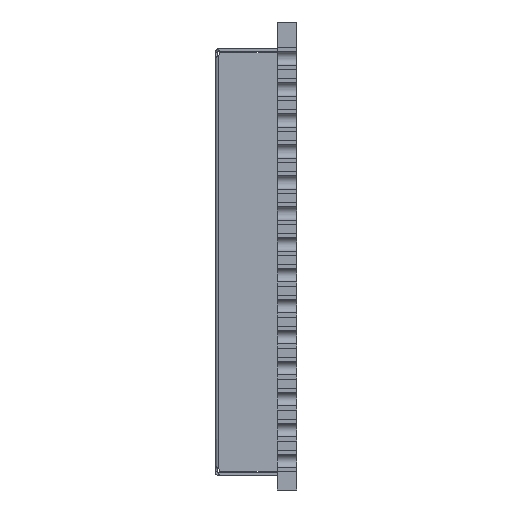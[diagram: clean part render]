
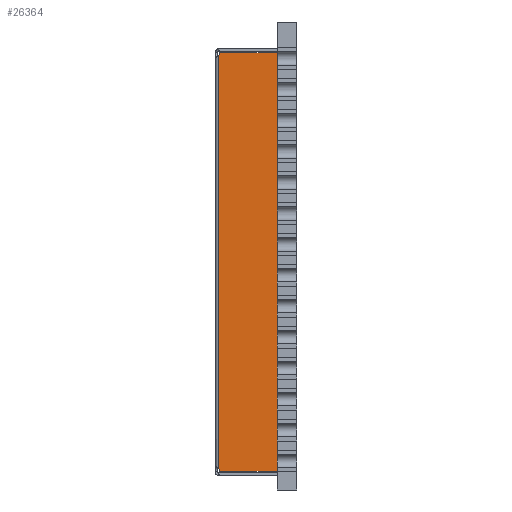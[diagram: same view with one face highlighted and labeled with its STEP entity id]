
A CAD part, left-side view. The second image highlights one B-rep face of the part: STEP entity #26364.
In plain terms, the highlighted planar face has unit normal (-1, 0, 0).
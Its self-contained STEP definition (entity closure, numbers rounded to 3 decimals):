
#931 = DIRECTION ( 'NONE',  ( 0., 0., -1. ) ) ;
#1233 = CARTESIAN_POINT ( 'NONE',  ( -7.73, 3.378, -8.829 ) ) ;
#2221 = ORIENTED_EDGE ( 'NONE', *, *, #30435, .F. ) ;
#2243 = DIRECTION ( 'NONE',  ( 1., 0., 0. ) ) ;
#2259 = LINE ( 'NONE', #27845, #2628 ) ;
#2300 = VERTEX_POINT ( 'NONE', #22166 ) ;
#2628 = VECTOR ( 'NONE', #30194, 1000. ) ;
#3190 = CIRCLE ( 'NONE', #21921, 0.2 ) ;
#4403 = EDGE_CURVE ( 'NONE', #9352, #2300, #3190, .T. ) ;
#4432 = CARTESIAN_POINT ( 'NONE',  ( -7.73, 3.2, 8.5 ) ) ;
#4704 = FACE_OUTER_BOUND ( 'NONE', #19387, .T. ) ;
#4770 = VERTEX_POINT ( 'NONE', #14545 ) ;
#6951 = LINE ( 'NONE', #4432, #13481 ) ;
#9352 = VERTEX_POINT ( 'NONE', #12787 ) ;
#10125 = CARTESIAN_POINT ( 'NONE',  ( -7.73, 0.8, -8.829 ) ) ;
#10742 = DIRECTION ( 'NONE',  ( 0., 1., 0. ) ) ;
#11349 = VECTOR ( 'NONE', #25265, 1000. ) ;
#11412 = DIRECTION ( 'NONE',  ( -1., 0., 0. ) ) ;
#11462 = CARTESIAN_POINT ( 'NONE',  ( -7.73, 0.8, 8.5 ) ) ;
#12445 = CARTESIAN_POINT ( 'NONE',  ( -7.73, 0., 0. ) ) ;
#12654 = ORIENTED_EDGE ( 'NONE', *, *, #4403, .T. ) ;
#12695 = CARTESIAN_POINT ( 'NONE',  ( -7.73, 3.25, 8.329 ) ) ;
#12787 = CARTESIAN_POINT ( 'NONE',  ( -7.73, 3.178, 8.329 ) ) ;
#13481 = VECTOR ( 'NONE', #19854, 1000. ) ;
#13625 = LINE ( 'NONE', #11462, #15010 ) ;
#14410 = AXIS2_PLACEMENT_3D ( 'NONE', #1233, #11412, #21615 ) ;
#14443 = DIRECTION ( 'NONE',  ( 0., 1., 0. ) ) ;
#14545 = CARTESIAN_POINT ( 'NONE',  ( -7.73, 3.178, -8.829 ) ) ;
#15010 = VECTOR ( 'NONE', #931, 1000. ) ;
#15593 = EDGE_CURVE ( 'NONE', #9352, #27266, #20727, .T. ) ;
#15690 = CARTESIAN_POINT ( 'NONE',  ( -7.73, 0.8, 8.329 ) ) ;
#15705 = AXIS2_PLACEMENT_3D ( 'NONE', #12445, #2243, #14443 ) ;
#17439 = EDGE_CURVE ( 'NONE', #27266, #29573, #13625, .T. ) ;
#19387 = EDGE_LOOP ( 'NONE', ( #25881, #12654, #30522, #2221, #25006, #27359 ) ) ;
#19854 = DIRECTION ( 'NONE',  ( 0., 0., 1. ) ) ;
#20727 = LINE ( 'NONE', #12695, #11349 ) ;
#21615 = DIRECTION ( 'NONE',  ( 0., -1., 0. ) ) ;
#21921 = AXIS2_PLACEMENT_3D ( 'NONE', #31814, #31654, #10742 ) ;
#22166 = CARTESIAN_POINT ( 'NONE',  ( -7.73, 3.2, 8.238 ) ) ;
#23381 = CARTESIAN_POINT ( 'NONE',  ( -7.73, 3.2, -8.738 ) ) ;
#25006 = ORIENTED_EDGE ( 'NONE', *, *, #28904, .T. ) ;
#25148 = PLANE ( 'NONE',  #15705 ) ;
#25265 = DIRECTION ( 'NONE',  ( 0., -1., 0. ) ) ;
#25881 = ORIENTED_EDGE ( 'NONE', *, *, #15593, .F. ) ;
#26364 = ADVANCED_FACE ( 'NONE', ( #4704 ), #25148, .F. ) ;
#27266 = VERTEX_POINT ( 'NONE', #15690 ) ;
#27359 = ORIENTED_EDGE ( 'NONE', *, *, #17439, .F. ) ;
#27845 = CARTESIAN_POINT ( 'NONE',  ( -7.73, 0., -8.829 ) ) ;
#28360 = VERTEX_POINT ( 'NONE', #23381 ) ;
#28818 = CIRCLE ( 'NONE', #14410, 0.2 ) ;
#28904 = EDGE_CURVE ( 'NONE', #4770, #29573, #2259, .T. ) ;
#29573 = VERTEX_POINT ( 'NONE', #10125 ) ;
#30194 = DIRECTION ( 'NONE',  ( 0., -1., 0. ) ) ;
#30435 = EDGE_CURVE ( 'NONE', #4770, #28360, #28818, .T. ) ;
#30522 = ORIENTED_EDGE ( 'NONE', *, *, #31936, .F. ) ;
#31654 = DIRECTION ( 'NONE',  ( 1., 0., 0. ) ) ;
#31814 = CARTESIAN_POINT ( 'NONE',  ( -7.73, 3.378, 8.329 ) ) ;
#31936 = EDGE_CURVE ( 'NONE', #28360, #2300, #6951, .T. ) ;
